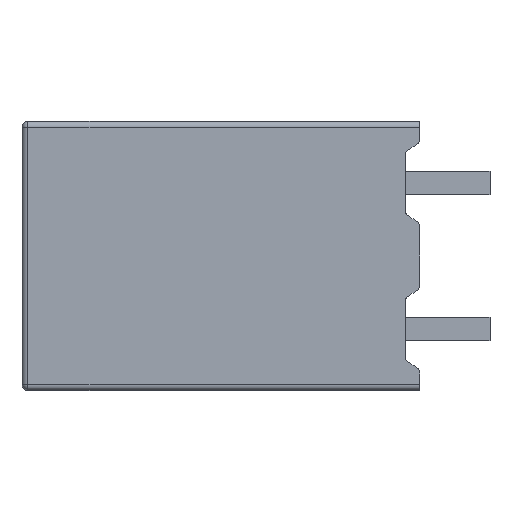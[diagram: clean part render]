
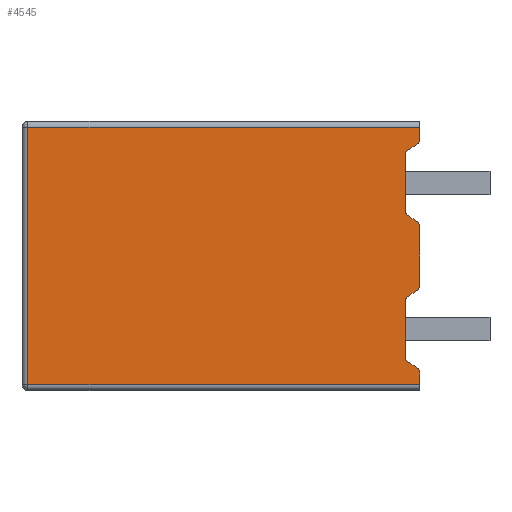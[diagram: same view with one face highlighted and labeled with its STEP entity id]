
A CAD part, left-side view. The second image highlights one B-rep face of the part: STEP entity #4545.
In plain terms, the highlighted planar face has unit normal (-1, 0, 0).
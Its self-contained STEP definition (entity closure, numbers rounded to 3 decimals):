
#82=CIRCLE('',#4730,0.2);
#84=CIRCLE('',#4734,0.2);
#86=CIRCLE('',#4738,0.2);
#88=CIRCLE('',#4742,0.2);
#90=CIRCLE('',#4746,0.2);
#92=CIRCLE('',#4750,0.2);
#94=CIRCLE('',#4754,0.2);
#96=CIRCLE('',#4758,0.2);
#354=ORIENTED_EDGE('',*,*,#1264,.T.);
#355=ORIENTED_EDGE('',*,*,#1265,.T.);
#356=ORIENTED_EDGE('',*,*,#1266,.F.);
#357=ORIENTED_EDGE('',*,*,#1253,.F.);
#358=ORIENTED_EDGE('',*,*,#1249,.T.);
#359=ORIENTED_EDGE('',*,*,#1246,.T.);
#360=ORIENTED_EDGE('',*,*,#1241,.T.);
#361=ORIENTED_EDGE('',*,*,#1228,.T.);
#362=ORIENTED_EDGE('',*,*,#1225,.T.);
#363=ORIENTED_EDGE('',*,*,#1223,.F.);
#364=ORIENTED_EDGE('',*,*,#1110,.F.);
#365=ORIENTED_EDGE('',*,*,#1217,.F.);
#366=ORIENTED_EDGE('',*,*,#1214,.T.);
#367=ORIENTED_EDGE('',*,*,#1211,.T.);
#368=ORIENTED_EDGE('',*,*,#1206,.T.);
#369=ORIENTED_EDGE('',*,*,#1193,.T.);
#370=ORIENTED_EDGE('',*,*,#1190,.T.);
#371=ORIENTED_EDGE('',*,*,#1188,.F.);
#372=ORIENTED_EDGE('',*,*,#1267,.F.);
#373=ORIENTED_EDGE('',*,*,#1268,.T.);
#1110=EDGE_CURVE('',#1586,#1588,#1891,.T.);
#1188=EDGE_CURVE('',#1650,#1647,#82,.T.);
#1190=EDGE_CURVE('',#1652,#1647,#1958,.T.);
#1193=EDGE_CURVE('',#1654,#1652,#84,.T.);
#1206=EDGE_CURVE('',#1666,#1654,#1972,.T.);
#1211=EDGE_CURVE('',#1670,#1666,#86,.T.);
#1214=EDGE_CURVE('',#1672,#1670,#1978,.T.);
#1217=EDGE_CURVE('',#1672,#1586,#88,.T.);
#1223=EDGE_CURVE('',#1588,#1675,#90,.T.);
#1225=EDGE_CURVE('',#1678,#1675,#1985,.T.);
#1228=EDGE_CURVE('',#1680,#1678,#92,.T.);
#1241=EDGE_CURVE('',#1692,#1680,#1999,.T.);
#1246=EDGE_CURVE('',#1696,#1692,#94,.T.);
#1249=EDGE_CURVE('',#1698,#1696,#2005,.T.);
#1253=EDGE_CURVE('',#1698,#1699,#96,.T.);
#1264=EDGE_CURVE('',#1707,#1708,#2015,.T.);
#1265=EDGE_CURVE('',#1708,#1709,#2016,.T.);
#1266=EDGE_CURVE('',#1699,#1709,#2017,.T.);
#1267=EDGE_CURVE('',#1710,#1650,#2018,.T.);
#1268=EDGE_CURVE('',#1710,#1707,#2019,.F.);
#1586=VERTEX_POINT('',#5911);
#1588=VERTEX_POINT('',#5914);
#1647=VERTEX_POINT('',#6066);
#1650=VERTEX_POINT('',#6071);
#1652=VERTEX_POINT('',#6077);
#1654=VERTEX_POINT('',#6083);
#1666=VERTEX_POINT('',#6109);
#1670=VERTEX_POINT('',#6119);
#1672=VERTEX_POINT('',#6125);
#1675=VERTEX_POINT('',#6138);
#1678=VERTEX_POINT('',#6146);
#1680=VERTEX_POINT('',#6152);
#1692=VERTEX_POINT('',#6178);
#1696=VERTEX_POINT('',#6188);
#1698=VERTEX_POINT('',#6194);
#1699=VERTEX_POINT('',#6198);
#1707=VERTEX_POINT('',#6224);
#1708=VERTEX_POINT('',#6225);
#1709=VERTEX_POINT('',#6227);
#1710=VERTEX_POINT('',#6230);
#1891=LINE('',#5913,#2282);
#1958=LINE('',#6076,#2349);
#1972=LINE('',#6108,#2363);
#1978=LINE('',#6124,#2369);
#1985=LINE('',#6145,#2376);
#1999=LINE('',#6177,#2390);
#2005=LINE('',#6193,#2396);
#2015=LINE('',#6223,#2406);
#2016=LINE('',#6226,#2407);
#2017=LINE('',#6228,#2408);
#2018=LINE('',#6229,#2409);
#2019=LINE('',#6231,#2410);
#2282=VECTOR('',#4976,1000.);
#2349=VECTOR('',#5107,1000.);
#2363=VECTOR('',#5129,1000.);
#2369=VECTOR('',#5143,1000.);
#2376=VECTOR('',#5166,1000.);
#2390=VECTOR('',#5188,1000.);
#2396=VECTOR('',#5202,1000.);
#2406=VECTOR('',#5234,1000.);
#2407=VECTOR('',#5235,1000.);
#2408=VECTOR('',#5236,1000.);
#2409=VECTOR('',#5237,1000.);
#2410=VECTOR('',#5238,1000.);
#2714=EDGE_LOOP('',(#354,#355,#356,#357,#358,#359,#360,#361,#362,#363,#364,
#365,#366,#367,#368,#369,#370,#371,#372,#373));
#2911=FACE_BOUND('',#2714,.T.);
#3090=PLANE('',#4766);
#4545=ADVANCED_FACE('',(#2911),#3090,.F.);
#4730=AXIS2_PLACEMENT_3D('',#6072,#5102,#5103);
#4734=AXIS2_PLACEMENT_3D('',#6082,#5113,#5114);
#4738=AXIS2_PLACEMENT_3D('',#6118,#5137,#5138);
#4742=AXIS2_PLACEMENT_3D('',#6129,#5149,#5150);
#4746=AXIS2_PLACEMENT_3D('',#6141,#5161,#5162);
#4750=AXIS2_PLACEMENT_3D('',#6151,#5172,#5173);
#4754=AXIS2_PLACEMENT_3D('',#6187,#5196,#5197);
#4758=AXIS2_PLACEMENT_3D('',#6201,#5209,#5210);
#4766=AXIS2_PLACEMENT_3D('',#6222,#5232,#5233);
#4976=DIRECTION('',(0.,0.,-1.));
#5102=DIRECTION('',(1.,0.,0.));
#5103=DIRECTION('',(0.,0.,-1.));
#5107=DIRECTION('',(0.,-0.819,0.574));
#5113=DIRECTION('',(1.,0.,0.));
#5114=DIRECTION('',(0.,0.,-1.));
#5129=DIRECTION('',(0.,0.,1.));
#5137=DIRECTION('',(1.,0.,0.));
#5138=DIRECTION('',(0.,0.,-1.));
#5143=DIRECTION('',(0.,0.819,0.574));
#5149=DIRECTION('',(1.,0.,0.));
#5150=DIRECTION('',(0.,0.,-1.));
#5161=DIRECTION('',(1.,0.,0.));
#5162=DIRECTION('',(0.,0.,-1.));
#5166=DIRECTION('',(0.,-0.819,0.574));
#5172=DIRECTION('',(1.,0.,0.));
#5173=DIRECTION('',(0.,0.,-1.));
#5188=DIRECTION('',(0.,0.,1.));
#5196=DIRECTION('',(1.,0.,0.));
#5197=DIRECTION('',(0.,0.,-1.));
#5202=DIRECTION('',(0.,0.819,0.574));
#5209=DIRECTION('',(1.,0.,0.));
#5210=DIRECTION('',(0.,0.,-1.));
#5232=DIRECTION('',(1.,0.,0.));
#5233=DIRECTION('',(0.,0.,-1.));
#5234=DIRECTION('',(0.,0.,-1.));
#5235=DIRECTION('',(0.,-1.,0.));
#5236=DIRECTION('',(0.,0.,-1.));
#5237=DIRECTION('',(0.,0.,-1.));
#5238=DIRECTION('',(0.,-1.,0.));
#5911=CARTESIAN_POINT('',(-6.5,0.,5.6));
#5913=CARTESIAN_POINT('',(-6.5,0.,9.2));
#5914=CARTESIAN_POINT('',(-6.5,0.,3.6));
#6066=CARTESIAN_POINT('',(-6.5,0.085,8.436));
#6071=CARTESIAN_POINT('',(-6.5,0.,8.6));
#6072=CARTESIAN_POINT('',(-6.5,0.2,8.6));
#6076=CARTESIAN_POINT('',(-6.5,0.415,8.205));
#6077=CARTESIAN_POINT('',(-6.5,0.415,8.205));
#6082=CARTESIAN_POINT('',(-6.5,0.3,8.042));
#6083=CARTESIAN_POINT('',(-6.5,0.5,8.042));
#6108=CARTESIAN_POINT('',(-6.5,0.5,6.158));
#6109=CARTESIAN_POINT('',(-6.5,0.5,6.158));
#6118=CARTESIAN_POINT('',(-6.5,0.3,6.158));
#6119=CARTESIAN_POINT('',(-6.5,0.415,5.995));
#6124=CARTESIAN_POINT('',(-6.5,0.085,5.764));
#6125=CARTESIAN_POINT('',(-6.5,0.085,5.764));
#6129=CARTESIAN_POINT('',(-6.5,0.2,5.6));
#6138=CARTESIAN_POINT('',(-6.5,0.085,3.436));
#6141=CARTESIAN_POINT('',(-6.5,0.2,3.6));
#6145=CARTESIAN_POINT('',(-6.5,0.415,3.205));
#6146=CARTESIAN_POINT('',(-6.5,0.415,3.205));
#6151=CARTESIAN_POINT('',(-6.5,0.3,3.042));
#6152=CARTESIAN_POINT('',(-6.5,0.5,3.042));
#6177=CARTESIAN_POINT('',(-6.5,0.5,1.158));
#6178=CARTESIAN_POINT('',(-6.5,0.5,1.158));
#6187=CARTESIAN_POINT('',(-6.5,0.3,1.158));
#6188=CARTESIAN_POINT('',(-6.5,0.415,0.995));
#6193=CARTESIAN_POINT('',(-6.5,0.085,0.764));
#6194=CARTESIAN_POINT('',(-6.5,0.085,0.764));
#6198=CARTESIAN_POINT('',(-6.5,0.,0.6));
#6201=CARTESIAN_POINT('',(-6.5,0.2,0.6));
#6222=CARTESIAN_POINT('',(-6.5,13.4,9.2));
#6223=CARTESIAN_POINT('',(-6.5,13.4,9.2));
#6224=CARTESIAN_POINT('',(-6.5,13.4,9.));
#6225=CARTESIAN_POINT('',(-6.5,13.4,0.2));
#6226=CARTESIAN_POINT('',(-6.5,13.4,0.2));
#6227=CARTESIAN_POINT('',(-6.5,0.,0.2));
#6228=CARTESIAN_POINT('',(-6.5,0.,9.2));
#6229=CARTESIAN_POINT('',(-6.5,0.,9.2));
#6230=CARTESIAN_POINT('',(-6.5,0.,9.));
#6231=CARTESIAN_POINT('',(-6.5,13.4,9.));
